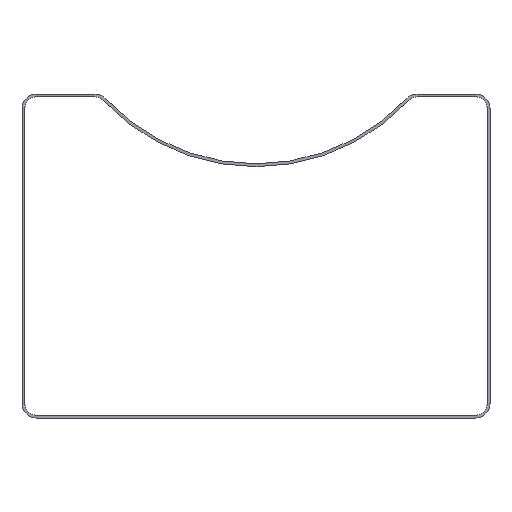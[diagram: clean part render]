
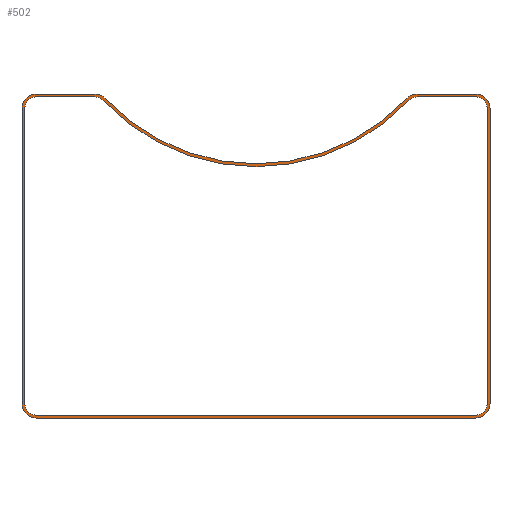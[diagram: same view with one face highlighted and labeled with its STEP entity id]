
A CAD part, front view. The second image highlights one B-rep face of the part: STEP entity #502.
In plain terms, the highlighted planar face has unit normal (0, -1, 0).
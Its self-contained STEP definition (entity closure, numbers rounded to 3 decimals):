
#16=FACE_BOUND('',#112,.T.);
#17=CIRCLE('',#519,16.);
#19=CIRCLE('',#522,290.923);
#21=CIRCLE('',#525,16.);
#23=CIRCLE('',#529,16.);
#25=CIRCLE('',#533,16.);
#27=CIRCLE('',#537,16.);
#29=CIRCLE('',#541,16.);
#31=CIRCLE('',#545,20.);
#33=CIRCLE('',#549,20.);
#35=CIRCLE('',#552,286.923);
#37=CIRCLE('',#555,20.);
#39=CIRCLE('',#559,20.);
#41=CIRCLE('',#563,20.);
#43=CIRCLE('',#567,20.);
#84=FACE_OUTER_BOUND('',#111,.T.);
#111=EDGE_LOOP('',(#441,#442,#443,#444,#445,#446,#447,#448,#449,#450,#451,
#452));
#112=EDGE_LOOP('',(#453,#454,#455,#456,#457,#458,#459,#460,#461,#462,#463,
#464));
#113=LINE('',#729,#157);
#120=LINE('',#755,#164);
#124=LINE('',#767,#168);
#128=LINE('',#779,#172);
#132=LINE('',#791,#176);
#135=LINE('',#801,#179);
#140=LINE('',#815,#184);
#146=LINE('',#839,#190);
#150=LINE('',#851,#194);
#154=LINE('',#863,#198);
#157=VECTOR('',#575,10.);
#164=VECTOR('',#602,10.);
#168=VECTOR('',#614,10.);
#172=VECTOR('',#626,10.);
#176=VECTOR('',#638,10.);
#179=VECTOR('',#649,10.);
#184=VECTOR('',#662,10.);
#190=VECTOR('',#688,10.);
#194=VECTOR('',#700,10.);
#198=VECTOR('',#712,10.);
#201=VERTEX_POINT('',#727);
#202=VERTEX_POINT('',#728);
#205=VERTEX_POINT('',#736);
#207=VERTEX_POINT('',#742);
#209=VERTEX_POINT('',#748);
#211=VERTEX_POINT('',#754);
#213=VERTEX_POINT('',#760);
#215=VERTEX_POINT('',#766);
#217=VERTEX_POINT('',#772);
#219=VERTEX_POINT('',#778);
#221=VERTEX_POINT('',#784);
#223=VERTEX_POINT('',#790);
#225=VERTEX_POINT('',#799);
#226=VERTEX_POINT('',#800);
#229=VERTEX_POINT('',#808);
#231=VERTEX_POINT('',#814);
#233=VERTEX_POINT('',#820);
#235=VERTEX_POINT('',#826);
#237=VERTEX_POINT('',#832);
#239=VERTEX_POINT('',#838);
#241=VERTEX_POINT('',#844);
#243=VERTEX_POINT('',#850);
#245=VERTEX_POINT('',#856);
#247=VERTEX_POINT('',#862);
#249=EDGE_CURVE('',#201,#202,#113,.T.);
#253=EDGE_CURVE('',#205,#201,#17,.T.);
#256=EDGE_CURVE('',#207,#205,#19,.T.);
#259=EDGE_CURVE('',#209,#207,#21,.T.);
#262=EDGE_CURVE('',#211,#209,#120,.T.);
#265=EDGE_CURVE('',#213,#211,#23,.T.);
#268=EDGE_CURVE('',#215,#213,#124,.T.);
#271=EDGE_CURVE('',#217,#215,#25,.T.);
#274=EDGE_CURVE('',#219,#217,#128,.T.);
#277=EDGE_CURVE('',#221,#219,#27,.T.);
#280=EDGE_CURVE('',#223,#221,#132,.T.);
#283=EDGE_CURVE('',#202,#223,#29,.T.);
#285=EDGE_CURVE('',#225,#226,#135,.T.);
#289=EDGE_CURVE('',#229,#226,#31,.T.);
#292=EDGE_CURVE('',#229,#231,#140,.T.);
#295=EDGE_CURVE('',#233,#231,#33,.T.);
#298=EDGE_CURVE('',#233,#235,#35,.T.);
#301=EDGE_CURVE('',#237,#235,#37,.T.);
#304=EDGE_CURVE('',#239,#237,#146,.T.);
#307=EDGE_CURVE('',#241,#239,#39,.T.);
#310=EDGE_CURVE('',#241,#243,#150,.T.);
#313=EDGE_CURVE('',#245,#243,#41,.T.);
#316=EDGE_CURVE('',#245,#247,#154,.T.);
#319=EDGE_CURVE('',#225,#247,#43,.T.);
#441=ORIENTED_EDGE('',*,*,#319,.F.);
#442=ORIENTED_EDGE('',*,*,#285,.T.);
#443=ORIENTED_EDGE('',*,*,#289,.F.);
#444=ORIENTED_EDGE('',*,*,#292,.T.);
#445=ORIENTED_EDGE('',*,*,#295,.F.);
#446=ORIENTED_EDGE('',*,*,#298,.T.);
#447=ORIENTED_EDGE('',*,*,#301,.F.);
#448=ORIENTED_EDGE('',*,*,#304,.F.);
#449=ORIENTED_EDGE('',*,*,#307,.F.);
#450=ORIENTED_EDGE('',*,*,#310,.T.);
#451=ORIENTED_EDGE('',*,*,#313,.F.);
#452=ORIENTED_EDGE('',*,*,#316,.T.);
#453=ORIENTED_EDGE('',*,*,#283,.F.);
#454=ORIENTED_EDGE('',*,*,#249,.F.);
#455=ORIENTED_EDGE('',*,*,#253,.F.);
#456=ORIENTED_EDGE('',*,*,#256,.F.);
#457=ORIENTED_EDGE('',*,*,#259,.F.);
#458=ORIENTED_EDGE('',*,*,#262,.F.);
#459=ORIENTED_EDGE('',*,*,#265,.F.);
#460=ORIENTED_EDGE('',*,*,#268,.F.);
#461=ORIENTED_EDGE('',*,*,#271,.F.);
#462=ORIENTED_EDGE('',*,*,#274,.F.);
#463=ORIENTED_EDGE('',*,*,#277,.F.);
#464=ORIENTED_EDGE('',*,*,#280,.F.);
#476=PLANE('',#570);
#502=ADVANCED_FACE('',(#84,#16),#476,.F.);
#519=AXIS2_PLACEMENT_3D('',#737,#581,#582);
#522=AXIS2_PLACEMENT_3D('',#743,#588,#589);
#525=AXIS2_PLACEMENT_3D('',#749,#595,#596);
#529=AXIS2_PLACEMENT_3D('',#761,#607,#608);
#533=AXIS2_PLACEMENT_3D('',#773,#619,#620);
#537=AXIS2_PLACEMENT_3D('',#785,#631,#632);
#541=AXIS2_PLACEMENT_3D('',#796,#643,#644);
#545=AXIS2_PLACEMENT_3D('',#809,#655,#656);
#549=AXIS2_PLACEMENT_3D('',#821,#667,#668);
#552=AXIS2_PLACEMENT_3D('',#827,#674,#675);
#555=AXIS2_PLACEMENT_3D('',#833,#681,#682);
#559=AXIS2_PLACEMENT_3D('',#845,#693,#694);
#563=AXIS2_PLACEMENT_3D('',#857,#705,#706);
#567=AXIS2_PLACEMENT_3D('',#868,#717,#718);
#570=AXIS2_PLACEMENT_3D('',#871,#723,#724);
#575=DIRECTION('',(-1.,0.,0.));
#581=DIRECTION('center_axis',(0.,-1.,0.));
#582=DIRECTION('ref_axis',(0.,0.,1.));
#588=DIRECTION('center_axis',(0.,1.,0.));
#589=DIRECTION('ref_axis',(0.729,0.,-0.684));
#595=DIRECTION('center_axis',(0.,-1.,0.));
#596=DIRECTION('ref_axis',(-0.729,0.,0.684));
#602=DIRECTION('',(-1.,0.,0.));
#607=DIRECTION('center_axis',(0.,-1.,0.));
#608=DIRECTION('ref_axis',(0.,0.,1.));
#614=DIRECTION('',(0.,0.,1.));
#619=DIRECTION('center_axis',(0.,-1.,0.));
#620=DIRECTION('ref_axis',(1.,0.,0.));
#626=DIRECTION('',(1.,0.,0.));
#631=DIRECTION('center_axis',(0.,-1.,0.));
#632=DIRECTION('ref_axis',(0.,0.,-1.));
#638=DIRECTION('',(0.,0.,-1.));
#643=DIRECTION('center_axis',(0.,-1.,0.));
#644=DIRECTION('ref_axis',(-1.,0.,0.));
#649=DIRECTION('',(0.,0.,1.));
#655=DIRECTION('center_axis',(0.,1.,0.));
#656=DIRECTION('ref_axis',(0.,0.,1.));
#662=DIRECTION('',(-1.,0.,0.));
#667=DIRECTION('center_axis',(0.,1.,0.));
#668=DIRECTION('ref_axis',(-0.729,0.,0.684));
#674=DIRECTION('center_axis',(0.,1.,0.));
#675=DIRECTION('ref_axis',(0.729,0.,-0.684));
#681=DIRECTION('center_axis',(0.,1.,0.));
#682=DIRECTION('ref_axis',(0.,0.,1.));
#688=DIRECTION('',(1.,0.,0.));
#693=DIRECTION('center_axis',(0.,1.,0.));
#694=DIRECTION('ref_axis',(-1.,0.,0.));
#700=DIRECTION('',(0.,0.,-1.));
#705=DIRECTION('center_axis',(0.,1.,0.));
#706=DIRECTION('ref_axis',(0.,0.,-1.));
#712=DIRECTION('',(1.,0.,0.));
#717=DIRECTION('center_axis',(0.,1.,0.));
#718=DIRECTION('ref_axis',(1.,0.,0.));
#723=DIRECTION('center_axis',(0.,1.,0.));
#724=DIRECTION('ref_axis',(1.,0.,0.));
#727=CARTESIAN_POINT('',(-223.835,0.,221.));
#728=CARTESIAN_POINT('',(-305.,0.,221.));
#729=CARTESIAN_POINT('',(-305.,0.,221.));
#736=CARTESIAN_POINT('',(-212.166,0.,215.947));
#737=CARTESIAN_POINT('Origin',(-223.835,0.,205.));
#742=CARTESIAN_POINT('',(212.166,0.,215.947));
#743=CARTESIAN_POINT('Origin',(0.,0.,415.));
#748=CARTESIAN_POINT('',(223.835,0.,221.));
#749=CARTESIAN_POINT('Origin',(223.835,0.,205.));
#754=CARTESIAN_POINT('',(305.,0.,221.));
#755=CARTESIAN_POINT('',(305.,0.,221.));
#760=CARTESIAN_POINT('',(321.,0.,205.));
#761=CARTESIAN_POINT('Origin',(305.,0.,205.));
#766=CARTESIAN_POINT('',(321.,0.,-205.));
#767=CARTESIAN_POINT('',(321.,0.,-205.));
#772=CARTESIAN_POINT('',(305.,0.,-221.));
#773=CARTESIAN_POINT('Origin',(305.,0.,-205.));
#778=CARTESIAN_POINT('',(-305.,0.,-221.));
#779=CARTESIAN_POINT('',(-305.,0.,-221.));
#784=CARTESIAN_POINT('',(-321.,0.,-205.));
#785=CARTESIAN_POINT('Origin',(-305.,0.,-205.));
#790=CARTESIAN_POINT('',(-321.,0.,205.));
#791=CARTESIAN_POINT('',(-321.,0.,205.));
#796=CARTESIAN_POINT('Origin',(-305.,0.,205.));
#799=CARTESIAN_POINT('',(325.,0.,-205.));
#800=CARTESIAN_POINT('',(325.,0.,205.));
#801=CARTESIAN_POINT('',(325.,0.,-205.));
#808=CARTESIAN_POINT('',(305.,0.,225.));
#809=CARTESIAN_POINT('Origin',(305.,0.,205.));
#814=CARTESIAN_POINT('',(223.835,0.,225.));
#815=CARTESIAN_POINT('',(305.,0.,225.));
#820=CARTESIAN_POINT('',(209.249,0.,218.684));
#821=CARTESIAN_POINT('Origin',(223.835,0.,205.));
#826=CARTESIAN_POINT('',(-209.249,0.,218.684));
#827=CARTESIAN_POINT('Origin',(0.,0.,415.));
#832=CARTESIAN_POINT('',(-223.835,0.,225.));
#833=CARTESIAN_POINT('Origin',(-223.835,0.,205.));
#838=CARTESIAN_POINT('',(-305.,0.,225.));
#839=CARTESIAN_POINT('',(-305.,0.,225.));
#844=CARTESIAN_POINT('',(-325.,0.,205.));
#845=CARTESIAN_POINT('Origin',(-305.,0.,205.));
#850=CARTESIAN_POINT('',(-325.,0.,-205.));
#851=CARTESIAN_POINT('',(-325.,0.,205.));
#856=CARTESIAN_POINT('',(-305.,0.,-225.));
#857=CARTESIAN_POINT('Origin',(-305.,0.,-205.));
#862=CARTESIAN_POINT('',(305.,0.,-225.));
#863=CARTESIAN_POINT('',(-305.,0.,-225.));
#868=CARTESIAN_POINT('Origin',(305.,0.,-205.));
#871=CARTESIAN_POINT('Origin',(0.,0.,0.));
